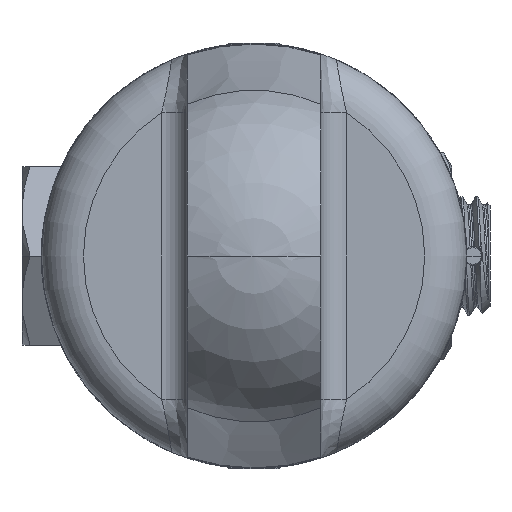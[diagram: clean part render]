
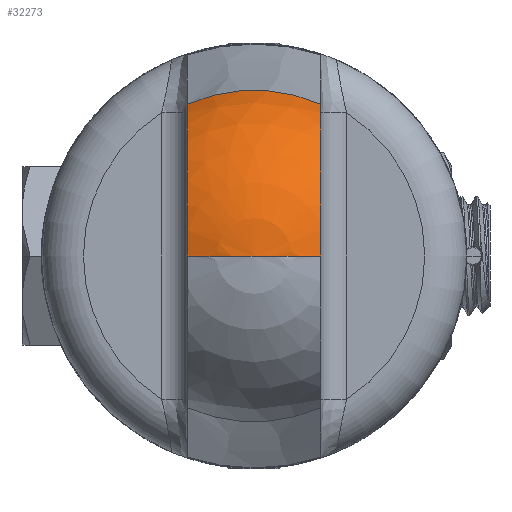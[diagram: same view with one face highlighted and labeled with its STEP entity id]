
A CAD part, front view. The second image highlights one B-rep face of the part: STEP entity #32273.
In plain terms, the highlighted spherical face has radius 31.75 mm.
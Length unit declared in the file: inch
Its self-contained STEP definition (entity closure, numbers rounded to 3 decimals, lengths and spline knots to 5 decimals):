
#31186=CARTESIAN_POINT('',(0.49,-7.696,0.));
#31187=DIRECTION('',(-1.,0.,0.));
#31188=DIRECTION('',(0.,-1.,0.));
#31189=AXIS2_PLACEMENT_3D('',#31186,#31187,#31188);
#31191=CARTESIAN_POINT('',(0.,-7.696,0.));
#31192=DIRECTION('',(0.,0.,-1.));
#31193=DIRECTION('',(0.392,-0.92,0.));
#31194=AXIS2_PLACEMENT_3D('',#31191,#31192,#31193);
#31196=CARTESIAN_POINT('',(0.,-7.696,0.));
#31197=DIRECTION('',(0.,0.,1.));
#31198=DIRECTION('',(-0.392,-0.92,0.));
#31199=AXIS2_PLACEMENT_3D('',#31196,#31197,#31198);
#31201=CARTESIAN_POINT('',(-0.49,-7.696,0.));
#31202=DIRECTION('',(1.,0.,0.));
#31203=DIRECTION('',(0.,-0.24,0.971));
#31204=AXIS2_PLACEMENT_3D('',#31201,#31202,#31203);
#31206=CARTESIAN_POINT('',(0.,-7.97229,0.));
#31207=DIRECTION('',(0.,-1.,0.));
#31208=DIRECTION('',(0.402,0.,0.916));
#31209=AXIS2_PLACEMENT_3D('',#31206,#31207,#31208);
#31577=CARTESIAN_POINT('',(0.49,-8.84596,0.));
#31579=VERTEX_POINT('',#31577);
#31580=CARTESIAN_POINT('',(-0.49,-8.84596,0.));
#31582=VERTEX_POINT('',#31580);
#31584=CARTESIAN_POINT('',(0.49,-7.97229,1.11627));
#31585=VERTEX_POINT('',#31584);
#31586=CARTESIAN_POINT('',(-0.49,-7.97229,1.11627));
#31587=VERTEX_POINT('',#31586);
#31588=CARTESIAN_POINT('',(0.,-8.946,0.));
#31589=VERTEX_POINT('',#31588);
#32259=CARTESIAN_POINT('',(0.,-7.696,0.));
#32260=DIRECTION('',(0.,1.,0.));
#32261=DIRECTION('',(-1.,0.,0.));
#32262=AXIS2_PLACEMENT_3D('',#32259,#32260,#32261);
#32263=SPHERICAL_SURFACE('',#32262,1.25);
#32264=ORIENTED_EDGE('',*,*,#32189,.F.);
#32266=ORIENTED_EDGE('',*,*,#32265,.T.);
#32268=ORIENTED_EDGE('',*,*,#32267,.F.);
#32269=ORIENTED_EDGE('',*,*,#32228,.F.);
#32270=ORIENTED_EDGE('',*,*,#32253,.F.);
#32271=EDGE_LOOP('',(#32264,#32266,#32268,#32269,#32270));
#32272=FACE_OUTER_BOUND('',#32271,.F.);
#32273=ADVANCED_FACE('',(#32272),#32263,.T.);
#31190=CIRCLE('',#31189,1.14996);
#31195=CIRCLE('',#31194,1.25);
#31200=CIRCLE('',#31199,1.25);
#31205=CIRCLE('',#31204,1.14996);
#31210=CIRCLE('',#31209,1.21908);
#32189=EDGE_CURVE('',#31579,#31585,#31190,.T.);
#32228=EDGE_CURVE('',#31587,#31582,#31205,.T.);
#32253=EDGE_CURVE('',#31585,#31587,#31210,.T.);
#32265=EDGE_CURVE('',#31579,#31589,#31195,.T.);
#32267=EDGE_CURVE('',#31582,#31589,#31200,.T.);
